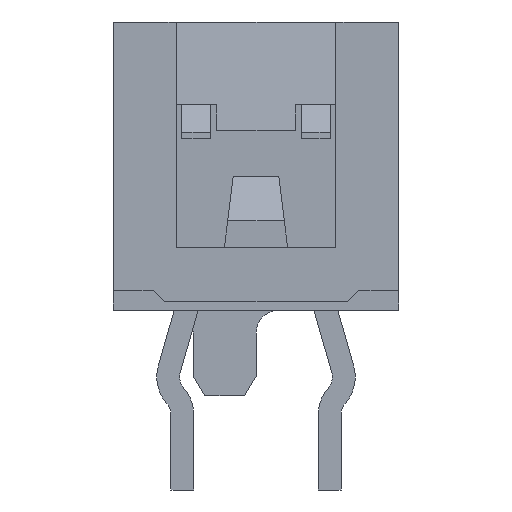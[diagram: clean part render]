
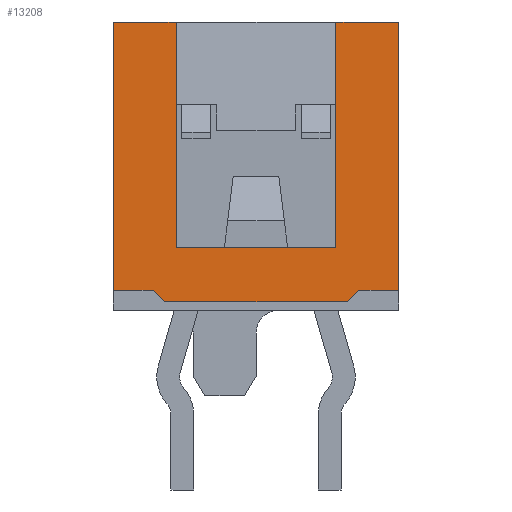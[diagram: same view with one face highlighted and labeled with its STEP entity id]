
A CAD part, left-side view. The second image highlights one B-rep face of the part: STEP entity #13208.
In plain terms, the highlighted planar face has unit normal (-1, 0, 0).
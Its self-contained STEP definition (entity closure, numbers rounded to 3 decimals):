
#502=DIRECTION('',(0.,0.,1.));
#503=VECTOR('',#502,4.7);
#504=CARTESIAN_POINT('',(-11.85,2.5,-4.7));
#505=LINE('',#504,#503);
#822=DIRECTION('',(0.,0.,1.));
#823=VECTOR('',#822,4.7);
#824=CARTESIAN_POINT('',(-11.85,-2.5,-4.7));
#825=LINE('',#824,#823);
#938=DIRECTION('',(0.,1.,0.));
#939=VECTOR('',#938,1.1);
#940=CARTESIAN_POINT('',(-11.85,-2.5,0.));
#941=LINE('',#940,#939);
#962=DIRECTION('',(0.,-1.,0.));
#963=VECTOR('',#962,1.1);
#964=CARTESIAN_POINT('',(-11.85,2.5,0.));
#965=LINE('',#964,#963);
#1410=DIRECTION('',(0.,0.707,0.707));
#1411=VECTOR('',#1410,0.283);
#1412=CARTESIAN_POINT('',(-11.85,1.6,-4.9));
#1413=LINE('',#1412,#1411);
#1414=DIRECTION('',(0.,-1.,0.));
#1415=VECTOR('',#1414,0.7);
#1416=CARTESIAN_POINT('',(-11.85,2.5,-4.7));
#1417=LINE('',#1416,#1415);
#1418=DIRECTION('',(0.,1.,0.));
#1419=VECTOR('',#1418,0.7);
#1420=CARTESIAN_POINT('',(-11.85,-2.5,-4.7));
#1421=LINE('',#1420,#1419);
#1422=DIRECTION('',(0.,0.707,-0.707));
#1423=VECTOR('',#1422,0.283);
#1424=CARTESIAN_POINT('',(-11.85,-1.8,-4.7));
#1425=LINE('',#1424,#1423);
#1434=DIRECTION('',(0.,0.,1.));
#1435=VECTOR('',#1434,3.95);
#1436=CARTESIAN_POINT('',(-11.85,1.4,-3.95));
#1437=LINE('',#1436,#1435);
#1662=DIRECTION('',(0.,0.,1.));
#1663=VECTOR('',#1662,3.95);
#1664=CARTESIAN_POINT('',(-11.85,-1.4,-3.95));
#1665=LINE('',#1664,#1663);
#1686=DIRECTION('',(0.,-1.,0.));
#1687=VECTOR('',#1686,2.8);
#1688=CARTESIAN_POINT('',(-11.85,1.4,-3.95));
#1689=LINE('',#1688,#1687);
#1822=DIRECTION('',(0.,-1.,0.));
#1823=VECTOR('',#1822,3.2);
#1824=CARTESIAN_POINT('',(-11.85,1.6,-4.9));
#1825=LINE('',#1824,#1823);
#9054=CARTESIAN_POINT('',(-11.85,2.5,0.));
#9056=VERTEX_POINT('',#9054);
#9060=CARTESIAN_POINT('',(-11.85,1.4,0.));
#9061=VERTEX_POINT('',#9060);
#9070=CARTESIAN_POINT('',(-11.85,1.8,-4.7));
#9072=VERTEX_POINT('',#9070);
#9074=CARTESIAN_POINT('',(-11.85,-1.8,-4.7));
#9076=VERTEX_POINT('',#9074);
#9294=CARTESIAN_POINT('',(-11.85,1.4,-3.95));
#9295=VERTEX_POINT('',#9294);
#9375=CARTESIAN_POINT('',(-11.85,2.5,-4.7));
#9377=VERTEX_POINT('',#9375);
#9379=CARTESIAN_POINT('',(-11.85,-2.5,-4.7));
#9381=VERTEX_POINT('',#9379);
#9464=CARTESIAN_POINT('',(-11.85,-1.4,-3.95));
#9465=VERTEX_POINT('',#9464);
#9478=CARTESIAN_POINT('',(-11.85,1.6,-4.9));
#9479=VERTEX_POINT('',#9478);
#9480=CARTESIAN_POINT('',(-11.85,-1.6,-4.9));
#9481=VERTEX_POINT('',#9480);
#9506=CARTESIAN_POINT('',(-11.85,-2.5,0.));
#9508=VERTEX_POINT('',#9506);
#9512=CARTESIAN_POINT('',(-11.85,-1.4,0.));
#9513=VERTEX_POINT('',#9512);
#13183=CARTESIAN_POINT('',(-11.85,2.5,-4.9));
#13184=DIRECTION('',(-1.,0.,0.));
#13185=DIRECTION('',(0.,0.,1.));
#13186=AXIS2_PLACEMENT_3D('',#13183,#13184,#13185);
#13187=PLANE('',#13186);
#13188=ORIENTED_EDGE('',*,*,#13158,.T.);
#13189=ORIENTED_EDGE('',*,*,#13178,.F.);
#13190=ORIENTED_EDGE('',*,*,#12209,.T.);
#13191=ORIENTED_EDGE('',*,*,#12767,.T.);
#13193=ORIENTED_EDGE('',*,*,#13192,.F.);
#13195=ORIENTED_EDGE('',*,*,#13194,.T.);
#13197=ORIENTED_EDGE('',*,*,#13196,.T.);
#13198=ORIENTED_EDGE('',*,*,#12751,.F.);
#13199=ORIENTED_EDGE('',*,*,#12552,.F.);
#13201=ORIENTED_EDGE('',*,*,#13200,.T.);
#13203=ORIENTED_EDGE('',*,*,#13202,.T.);
#13205=ORIENTED_EDGE('',*,*,#13204,.F.);
#13206=EDGE_LOOP('',(#13188,#13189,#13190,#13191,#13193,#13195,#13197,#13198,
#13199,#13201,#13203,#13205));
#13207=FACE_OUTER_BOUND('',#13206,.F.);
#12209=EDGE_CURVE('',#9377,#9056,#505,.T.);
#12552=EDGE_CURVE('',#9381,#9508,#825,.T.);
#12751=EDGE_CURVE('',#9508,#9513,#941,.T.);
#12767=EDGE_CURVE('',#9056,#9061,#965,.T.);
#13158=EDGE_CURVE('',#9479,#9072,#1413,.T.);
#13178=EDGE_CURVE('',#9377,#9072,#1417,.T.);
#13192=EDGE_CURVE('',#9295,#9061,#1437,.T.);
#13194=EDGE_CURVE('',#9295,#9465,#1689,.T.);
#13196=EDGE_CURVE('',#9465,#9513,#1665,.T.);
#13200=EDGE_CURVE('',#9381,#9076,#1421,.T.);
#13202=EDGE_CURVE('',#9076,#9481,#1425,.T.);
#13204=EDGE_CURVE('',#9479,#9481,#1825,.T.);
#13208=ADVANCED_FACE('',(#13207),#13187,.T.);
